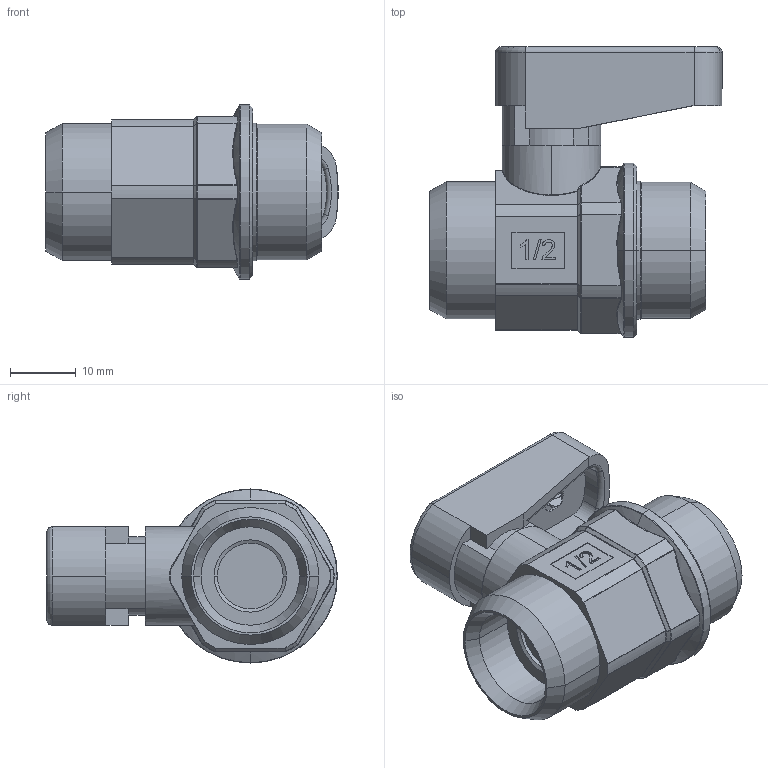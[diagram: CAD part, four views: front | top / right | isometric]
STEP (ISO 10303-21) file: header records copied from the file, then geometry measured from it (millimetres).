
FILE_DESCRIPTION (( 'STEP AP214' ), '1' );
FILE_NAME ('0642000007.step', '2012-10-02T16:31:41', ( '' ), ( '' ), 'SwSTEP 2.0', 'SolidWorks 2012', '' );
FILE_SCHEMA (( 'AUTOMOTIVE_DESIGN' ));
Length unit declared in the file: millimetre
Products named in the file (1): 0642000007
Bounding box: 44.5 x 44.25 x 26.5 mm (x, y, z)
Volume: 18719.4 mm3; surface area: 7529.4 mm2
Topology: 2 solids, 11 shells, 701 faces, 1747 edges, 1075 vertices
Faces by surface type: plane 270, bspline 209, cylinder 122, torus 48, cone 32, sphere 20
Entity records: 27831 total; most frequent: CARTESIAN_POINT 12735, ORIENTED_EDGE 3444, DIRECTION 2616, EDGE_CURVE 1722, VERTEX_POINT 1075, AXIS2_PLACEMENT_3D 887, LINE 842, VECTOR 842
